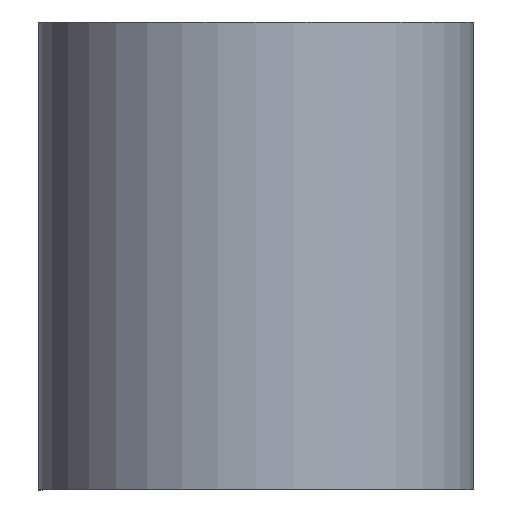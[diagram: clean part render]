
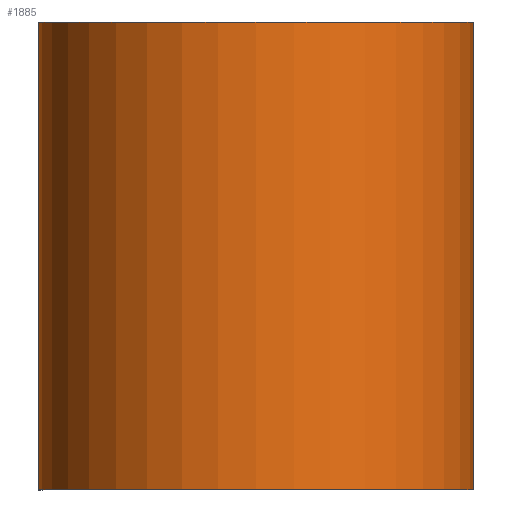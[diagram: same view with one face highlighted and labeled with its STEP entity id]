
A CAD part, top view. The second image highlights one B-rep face of the part: STEP entity #1885.
In plain terms, the highlighted cylindrical face has radius 25.611 mm (diameter 51.223 mm), a partial arc.
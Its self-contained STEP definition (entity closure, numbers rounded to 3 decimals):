
#46 = CIRCLE ( 'NONE', #1472, 25.612 ) ;
#230 = DIRECTION ( 'NONE',  ( 0., -1., 0. ) ) ;
#255 = VECTOR ( 'NONE', #230, 1000. ) ;
#293 = EDGE_CURVE ( 'NONE', #1891, #1981, #950, .T. ) ;
#324 = CARTESIAN_POINT ( 'NONE',  ( -25.824, 55., 0. ) ) ;
#347 = DIRECTION ( 'NONE',  ( 0., -1., 0. ) ) ;
#390 = CARTESIAN_POINT ( 'NONE',  ( -25.824, 0., 0. ) ) ;
#407 = DIRECTION ( 'NONE',  ( 1., 0., 0. ) ) ;
#494 = CARTESIAN_POINT ( 'NONE',  ( -0.212, 0., 0. ) ) ;
#496 = FACE_OUTER_BOUND ( 'NONE', #570, .T. ) ;
#570 = EDGE_LOOP ( 'NONE', ( #614, #837, #1666, #1693 ) ) ;
#614 = ORIENTED_EDGE ( 'NONE', *, *, #1350, .F. ) ;
#637 = DIRECTION ( 'NONE',  ( 0., -1., 0. ) ) ;
#695 = EDGE_CURVE ( 'NONE', #1205, #1771, #1490, .T. ) ;
#746 = CIRCLE ( 'NONE', #1905, 25.612 ) ;
#815 = CARTESIAN_POINT ( 'NONE',  ( 25.399, 55., 0. ) ) ;
#837 = ORIENTED_EDGE ( 'NONE', *, *, #695, .F. ) ;
#950 = LINE ( 'NONE', #1555, #1354 ) ;
#1128 = DIRECTION ( 'NONE',  ( 0., -1., 0. ) ) ;
#1178 = CARTESIAN_POINT ( 'NONE',  ( 25.399, 55., 0. ) ) ;
#1205 = VERTEX_POINT ( 'NONE', #815 ) ;
#1350 = EDGE_CURVE ( 'NONE', #1771, #1981, #46, .T. ) ;
#1354 = VECTOR ( 'NONE', #637, 1000. ) ;
#1469 = DIRECTION ( 'NONE',  ( 1., 0., 0. ) ) ;
#1472 = AXIS2_PLACEMENT_3D ( 'NONE', #494, #347, #1469 ) ;
#1487 = EDGE_CURVE ( 'NONE', #1205, #1891, #746, .T. ) ;
#1490 = LINE ( 'NONE', #1178, #255 ) ;
#1502 = CARTESIAN_POINT ( 'NONE',  ( -0.212, 55., 0. ) ) ;
#1555 = CARTESIAN_POINT ( 'NONE',  ( -25.824, 55., 0. ) ) ;
#1603 = DIRECTION ( 'NONE',  ( 0., 0., -1. ) ) ;
#1666 = ORIENTED_EDGE ( 'NONE', *, *, #1487, .T. ) ;
#1693 = ORIENTED_EDGE ( 'NONE', *, *, #293, .T. ) ;
#1771 = VERTEX_POINT ( 'NONE', #1886 ) ;
#1776 = CARTESIAN_POINT ( 'NONE',  ( -0.212, 55., 0. ) ) ;
#1833 = DIRECTION ( 'NONE',  ( 0., -1., 0. ) ) ;
#1885 = ADVANCED_FACE ( 'NONE', ( #496 ), #1954, .T. ) ;
#1886 = CARTESIAN_POINT ( 'NONE',  ( 25.399, 0., 0. ) ) ;
#1891 = VERTEX_POINT ( 'NONE', #324 ) ;
#1905 = AXIS2_PLACEMENT_3D ( 'NONE', #1502, #1833, #407 ) ;
#1920 = AXIS2_PLACEMENT_3D ( 'NONE', #1776, #1128, #1603 ) ;
#1954 = CYLINDRICAL_SURFACE ( 'NONE', #1920, 25.612 ) ;
#1981 = VERTEX_POINT ( 'NONE', #390 ) ;
